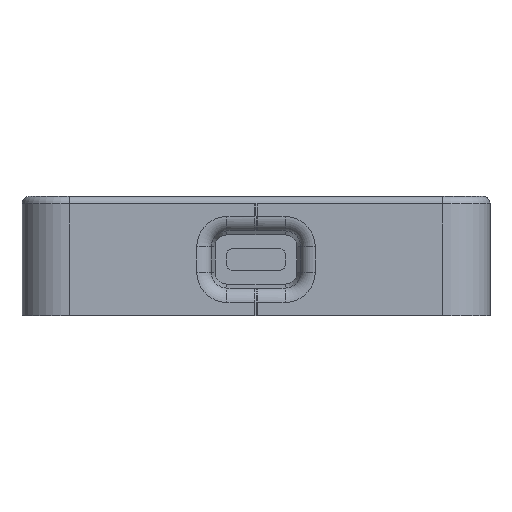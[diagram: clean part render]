
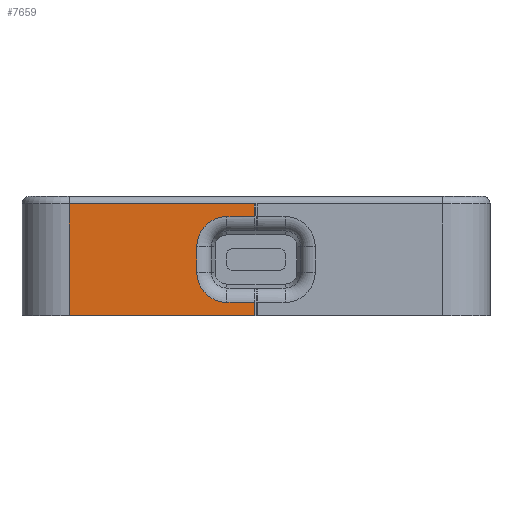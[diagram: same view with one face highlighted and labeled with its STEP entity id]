
A CAD part, front view. The second image highlights one B-rep face of the part: STEP entity #7659.
In plain terms, the highlighted planar face has unit normal (0, -1, 0).
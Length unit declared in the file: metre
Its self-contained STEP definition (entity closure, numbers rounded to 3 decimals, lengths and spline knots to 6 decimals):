
#350=B_SPLINE_CURVE_WITH_KNOTS('',3,(#11477,#11478,#11479,#11480),
 .UNSPECIFIED.,.F.,.F.,(4,4),(0.885994,1.),.UNSPECIFIED.);
#356=B_SPLINE_CURVE_WITH_KNOTS('',3,(#11527,#11528,#11529,#11530),
 .UNSPECIFIED.,.F.,.F.,(4,4),(0.,0.118006),.UNSPECIFIED.);
#589=CIRCLE('',#8183,0.005156);
#590=CIRCLE('',#8184,0.005156);
#1113=ORIENTED_EDGE('',*,*,#3460,.T.);
#1114=ORIENTED_EDGE('',*,*,#3461,.T.);
#1115=ORIENTED_EDGE('',*,*,#3453,.T.);
#1116=ORIENTED_EDGE('',*,*,#3462,.T.);
#1117=ORIENTED_EDGE('',*,*,#3463,.F.);
#1118=ORIENTED_EDGE('',*,*,#3464,.T.);
#1119=ORIENTED_EDGE('',*,*,#3465,.T.);
#1120=ORIENTED_EDGE('',*,*,#3466,.T.);
#1121=ORIENTED_EDGE('',*,*,#3467,.T.);
#1122=ORIENTED_EDGE('',*,*,#3468,.T.);
#3453=EDGE_CURVE('',#4620,#4621,#350,.T.);
#3460=EDGE_CURVE('',#4626,#4627,#589,.F.);
#3461=EDGE_CURVE('',#4627,#4620,#5252,.F.);
#3462=EDGE_CURVE('',#4621,#4628,#5253,.F.);
#3463=EDGE_CURVE('',#4629,#4628,#5254,.T.);
#3464=EDGE_CURVE('',#4629,#4630,#5255,.F.);
#3465=EDGE_CURVE('',#4630,#4631,#356,.T.);
#3466=EDGE_CURVE('',#4631,#4632,#5256,.F.);
#3467=EDGE_CURVE('',#4632,#4633,#590,.F.);
#3468=EDGE_CURVE('',#4633,#4626,#5257,.F.);
#4620=VERTEX_POINT('',#11481);
#4621=VERTEX_POINT('',#11482);
#4626=VERTEX_POINT('',#11518);
#4627=VERTEX_POINT('',#11519);
#4628=VERTEX_POINT('',#11522);
#4629=VERTEX_POINT('',#11524);
#4630=VERTEX_POINT('',#11526);
#4631=VERTEX_POINT('',#11531);
#4632=VERTEX_POINT('',#11533);
#4633=VERTEX_POINT('',#11535);
#5252=LINE('',#11520,#5962);
#5253=LINE('',#11521,#5963);
#5254=LINE('',#11523,#5964);
#5255=LINE('',#11525,#5965);
#5256=LINE('',#11532,#5966);
#5257=LINE('',#11536,#5967);
#5962=VECTOR('',#9032,1.);
#5963=VECTOR('',#9033,1.);
#5964=VECTOR('',#9034,1.);
#5965=VECTOR('',#9035,1.);
#5966=VECTOR('',#9036,1.);
#5967=VECTOR('',#9039,1.);
#6496=EDGE_LOOP('',(#1113,#1114,#1115,#1116,#1117,#1118,#1119,#1120,#1121,
#1122));
#6987=FACE_BOUND('',#6496,.T.);
#7454=PLANE('',#8182);
#7659=ADVANCED_FACE('',(#6987),#7454,.T.);
#8182=AXIS2_PLACEMENT_3D('',#11516,#9028,#9029);
#8183=AXIS2_PLACEMENT_3D('',#11517,#9030,#9031);
#8184=AXIS2_PLACEMENT_3D('',#11534,#9037,#9038);
#9028=DIRECTION('',(0.,-1.,0.));
#9029=DIRECTION('',(1.,0.,0.));
#9030=DIRECTION('',(0.,-1.,0.));
#9031=DIRECTION('',(1.,0.,0.));
#9032=DIRECTION('',(-1.,0.,0.));
#9033=DIRECTION('',(1.,0.,0.));
#9034=DIRECTION('',(0.,0.,1.));
#9035=DIRECTION('',(-1.,0.,0.));
#9036=DIRECTION('',(1.,0.,0.));
#9037=DIRECTION('',(0.,-1.,0.));
#9038=DIRECTION('',(1.,0.,0.));
#9039=DIRECTION('',(0.,0.,-1.));
#11477=CARTESIAN_POINT('',(-0.000278,-0.05582,-0.001854));
#11478=CARTESIAN_POINT('',(-0.000278,-0.05582,-0.00113));
#11479=CARTESIAN_POINT('',(-0.000278,-0.05582,-0.000406));
#11480=CARTESIAN_POINT('',(-0.000278,-0.05582,0.000317));
#11481=CARTESIAN_POINT('',(-0.000277,-0.05582,-0.001854));
#11482=CARTESIAN_POINT('',(-0.000278,-0.05582,0.000318));
#11516=CARTESIAN_POINT('',(0.,-0.05582,-0.018735));
#11517=CARTESIAN_POINT('',(-0.004953,-0.05582,-0.00701));
#11518=CARTESIAN_POINT('',(-0.010109,-0.05582,-0.00701));
#11519=CARTESIAN_POINT('',(-0.004953,-0.05582,-0.001854));
#11520=CARTESIAN_POINT('',(0.,-0.05582,-0.001854));
#11521=CARTESIAN_POINT('',(0.,-0.05582,0.000318));
#11522=CARTESIAN_POINT('',(-0.031846,-0.05582,0.000318));
#11523=CARTESIAN_POINT('',(-0.031846,-0.05582,-0.018735));
#11524=CARTESIAN_POINT('',(-0.031846,-0.05582,-0.018733));
#11525=CARTESIAN_POINT('',(0.,-0.05582,-0.018733));
#11526=CARTESIAN_POINT('',(-0.000278,-0.05582,-0.018733));
#11527=CARTESIAN_POINT('',(-0.000278,-0.05582,-0.018733));
#11528=CARTESIAN_POINT('',(-0.000278,-0.05582,-0.017983));
#11529=CARTESIAN_POINT('',(-0.000278,-0.05582,-0.017234));
#11530=CARTESIAN_POINT('',(-0.000278,-0.05582,-0.016484));
#11531=CARTESIAN_POINT('',(-0.000277,-0.05582,-0.016484));
#11532=CARTESIAN_POINT('',(-0.004953,-0.05582,-0.016484));
#11533=CARTESIAN_POINT('',(-0.004953,-0.05582,-0.016484));
#11534=CARTESIAN_POINT('',(-0.004953,-0.05582,-0.011328));
#11535=CARTESIAN_POINT('',(-0.010109,-0.05582,-0.011328));
#11536=CARTESIAN_POINT('',(-0.010109,-0.05582,-0.00701));
